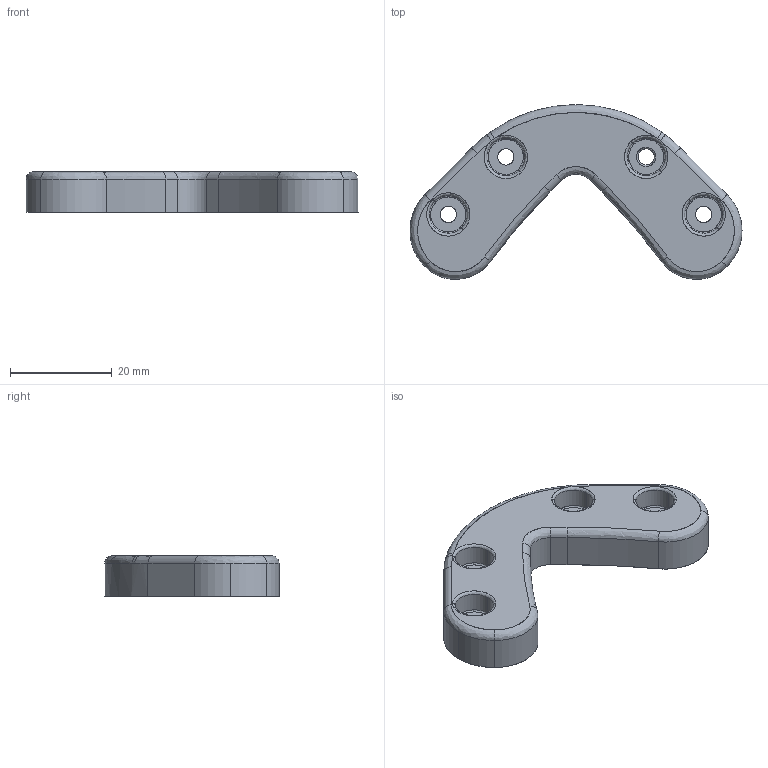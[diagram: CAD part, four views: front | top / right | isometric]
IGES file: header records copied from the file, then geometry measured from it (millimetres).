
Start section: SolidWorks IGES file using analytic representation for surfaces
Global section: file name: HT9Z-4PHZ1-F_rev0.0.IGS; native system: SolidWorks 2021; preprocessor: SolidWorks 2021; author: 1003605; date: 231004.132030; units: millimetre
Bounding box: 65.25 x 34.31 x 8 mm (x, y, z)
Surface area: 4403.2 mm2 (no closed solid volume)
Topology: 0 solids, 0 shells, 81 faces, 1122 edges, 1122 vertices
Faces by surface type: bspline 44, revolution 37
